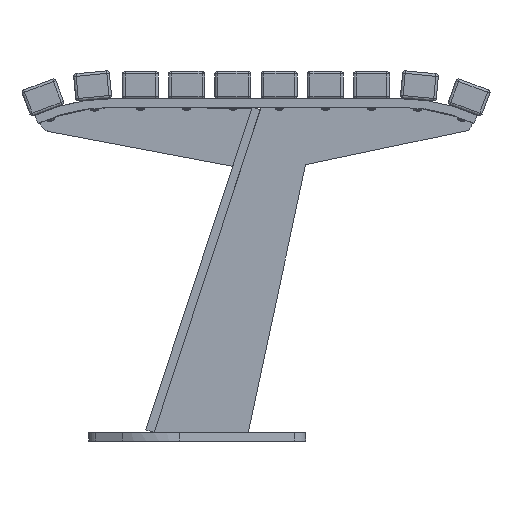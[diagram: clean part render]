
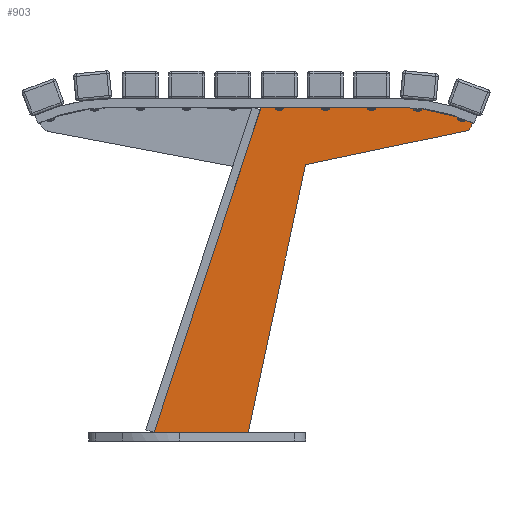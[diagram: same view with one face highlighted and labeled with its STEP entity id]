
A CAD part, left-side view. The second image highlights one B-rep face of the part: STEP entity #903.
In plain terms, the highlighted planar face has unit normal (-1, 0, 0).
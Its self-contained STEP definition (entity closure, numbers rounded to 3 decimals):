
#903=ADVANCED_FACE('',(#2671),#28493,.T.);
#2671=FACE_OUTER_BOUND('',#4439,.T.);
#4439=EDGE_LOOP('',(#6402,#6403,#6404,#6405,#6406,#6407,#6408));
#6402=ORIENTED_EDGE('',*,*,#15359,.F.);
#6403=ORIENTED_EDGE('',*,*,#15377,.F.);
#6404=ORIENTED_EDGE('',*,*,#15374,.F.);
#6405=ORIENTED_EDGE('',*,*,#15371,.F.);
#6406=ORIENTED_EDGE('',*,*,#15370,.F.);
#6407=ORIENTED_EDGE('',*,*,#15367,.F.);
#6408=ORIENTED_EDGE('',*,*,#15362,.F.);
#15359=EDGE_CURVE('',#24351,#24352,#23390,.T.);
#15362=EDGE_CURVE('',#24352,#24355,#23393,.T.);
#15367=EDGE_CURVE('',#24355,#24357,#19857,.T.);
#15370=EDGE_CURVE('',#24357,#24359,#19860,.T.);
#15371=EDGE_CURVE('',#24359,#24361,#23396,.T.);
#15374=EDGE_CURVE('',#24361,#24363,#23399,.T.);
#15377=EDGE_CURVE('',#24363,#24351,#23402,.T.);
#19857=(
BOUNDED_CURVE()
B_SPLINE_CURVE(2,(#30159,#30160,#30161),.UNSPECIFIED.,.F.,.F.)
B_SPLINE_CURVE_WITH_KNOTS((3,3),(-0.433,0.),
 .UNSPECIFIED.)
CURVE()
GEOMETRIC_REPRESENTATION_ITEM()
RATIONAL_B_SPLINE_CURVE((1.,0.977,1.))
REPRESENTATION_ITEM('')
);
#19860=(
BOUNDED_CURVE()
B_SPLINE_CURVE(2,(#30167,#30168,#30169),.UNSPECIFIED.,.F.,.F.)
B_SPLINE_CURVE_WITH_KNOTS((3,3),(-0.701,0.),
 .UNSPECIFIED.)
CURVE()
GEOMETRIC_REPRESENTATION_ITEM()
RATIONAL_B_SPLINE_CURVE((1.,0.939,1.))
REPRESENTATION_ITEM('')
);
#23390=B_SPLINE_CURVE_WITH_KNOTS('',1,(#30142,#30143),.UNSPECIFIED.,.F.,
 .F.,(2,2),(-40.003,0.),.UNSPECIFIED.);
#23393=B_SPLINE_CURVE_WITH_KNOTS('',1,(#30148,#30149),.UNSPECIFIED.,.F.,
 .F.,(2,2),(-16.3,0.),.UNSPECIFIED.);
#23396=B_SPLINE_CURVE_WITH_KNOTS('',1,(#30170,#30171),.UNSPECIFIED.,.F.,
 .F.,(2,2),(-19.416,0.),.UNSPECIFIED.);
#23399=B_SPLINE_CURVE_WITH_KNOTS('',1,(#30176,#30177),.UNSPECIFIED.,.F.,
 .F.,(2,2),(-32.009,0.),.UNSPECIFIED.);
#23402=B_SPLINE_CURVE_WITH_KNOTS('',1,(#30182,#30183),.UNSPECIFIED.,.F.,
 .F.,(2,2),(-11.,0.),.UNSPECIFIED.);
#24351=VERTEX_POINT('',#30128);
#24352=VERTEX_POINT('',#30129);
#24355=VERTEX_POINT('',#30132);
#24357=VERTEX_POINT('',#30134);
#24359=VERTEX_POINT('',#30136);
#24361=VERTEX_POINT('',#30138);
#24363=VERTEX_POINT('',#30140);
#28493=PLANE('',#29045);
#29045=AXIS2_PLACEMENT_3D('',#30127,#29580,$);
#29580=DIRECTION('',(-1.,0.,0.));
#30127=CARTESIAN_POINT('',(70.,392.507,9.99));
#30128=CARTESIAN_POINT('',(70.,392.497,10.));
#30129=CARTESIAN_POINT('',(70.,267.497,390.));
#30132=CARTESIAN_POINT('',(70.,104.497,390.));
#30134=CARTESIAN_POINT('',(70.,20.497,372.));
#30136=CARTESIAN_POINT('',(70.,25.497,363.));
#30138=CARTESIAN_POINT('',(70.,215.497,323.));
#30140=CARTESIAN_POINT('',(70.,282.497,10.));
#30142=CARTESIAN_POINT('',(70.,392.497,10.));
#30143=CARTESIAN_POINT('',(70.,267.497,390.));
#30148=CARTESIAN_POINT('',(70.,267.497,390.));
#30149=CARTESIAN_POINT('',(70.,104.497,390.));
#30159=CARTESIAN_POINT('',(70.,104.497,390.));
#30160=CARTESIAN_POINT('',(70.,60.518,390.236));
#30161=CARTESIAN_POINT('',(70.,20.497,372.));
#30167=CARTESIAN_POINT('',(70.,20.497,372.));
#30168=CARTESIAN_POINT('',(70.,21.352,366.587));
#30169=CARTESIAN_POINT('',(70.,25.497,363.));
#30170=CARTESIAN_POINT('',(70.,25.497,363.));
#30171=CARTESIAN_POINT('',(70.,215.497,323.));
#30176=CARTESIAN_POINT('',(70.,215.497,323.));
#30177=CARTESIAN_POINT('',(70.,282.497,10.));
#30182=CARTESIAN_POINT('',(70.,282.497,10.));
#30183=CARTESIAN_POINT('',(70.,392.497,10.));
